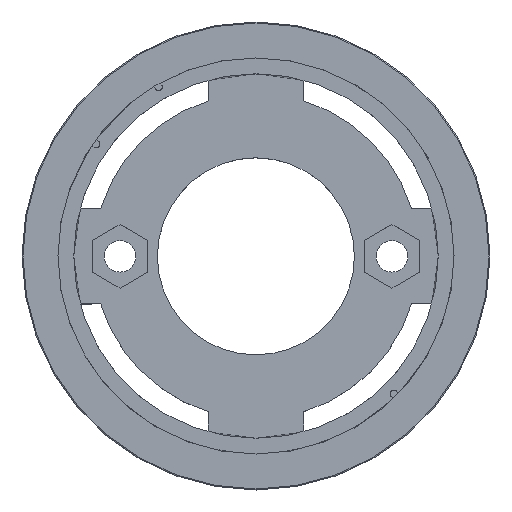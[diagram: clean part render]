
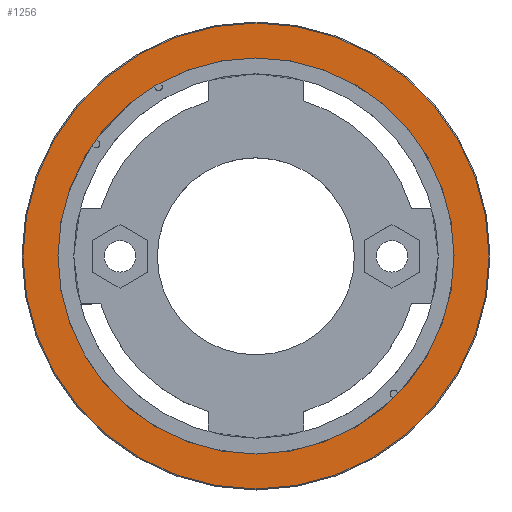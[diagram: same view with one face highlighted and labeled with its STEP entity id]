
A CAD part, top view. The second image highlights one B-rep face of the part: STEP entity #1256.
In plain terms, the highlighted planar face has unit normal (0, 0, 1).
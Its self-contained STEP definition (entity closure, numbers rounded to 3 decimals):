
#19=FACE_BOUND('',#420,.T.);
#30=PLANE('',#1350);
#354=FACE_OUTER_BOUND('',#419,.T.);
#419=EDGE_LOOP('',(#902));
#420=EDGE_LOOP('',(#903));
#504=CIRCLE('',#1349,23.65);
#505=CIRCLE('',#1351,20.1);
#572=VERTEX_POINT('',#1953);
#573=VERTEX_POINT('',#1957);
#703=EDGE_CURVE('',#572,#572,#504,.T.);
#704=EDGE_CURVE('',#573,#573,#505,.T.);
#902=ORIENTED_EDGE('',*,*,#703,.F.);
#903=ORIENTED_EDGE('',*,*,#704,.F.);
#1256=ADVANCED_FACE('',(#354,#19),#30,.T.);
#1349=AXIS2_PLACEMENT_3D('',#1955,#1494,#1495);
#1350=AXIS2_PLACEMENT_3D('',#1956,#1496,#1497);
#1351=AXIS2_PLACEMENT_3D('',#1958,#1498,#1499);
#1494=DIRECTION('center_axis',(0.,0.,
-1.));
#1495=DIRECTION('ref_axis',(-1.,0.,0.));
#1496=DIRECTION('center_axis',(0.,0.,
1.));
#1497=DIRECTION('ref_axis',(1.,0.,0.));
#1498=DIRECTION('center_axis',(0.,0.,
1.));
#1499=DIRECTION('ref_axis',(1.,0.,0.));
#1953=CARTESIAN_POINT('',(23.68,-24.652,27.378));
#1955=CARTESIAN_POINT('Origin',(0.03,-24.652,27.378));
#1956=CARTESIAN_POINT('Origin',(0.03,-24.652,27.378));
#1957=CARTESIAN_POINT('',(-20.07,-24.652,27.378));
#1958=CARTESIAN_POINT('Origin',(0.03,-24.652,27.378));
